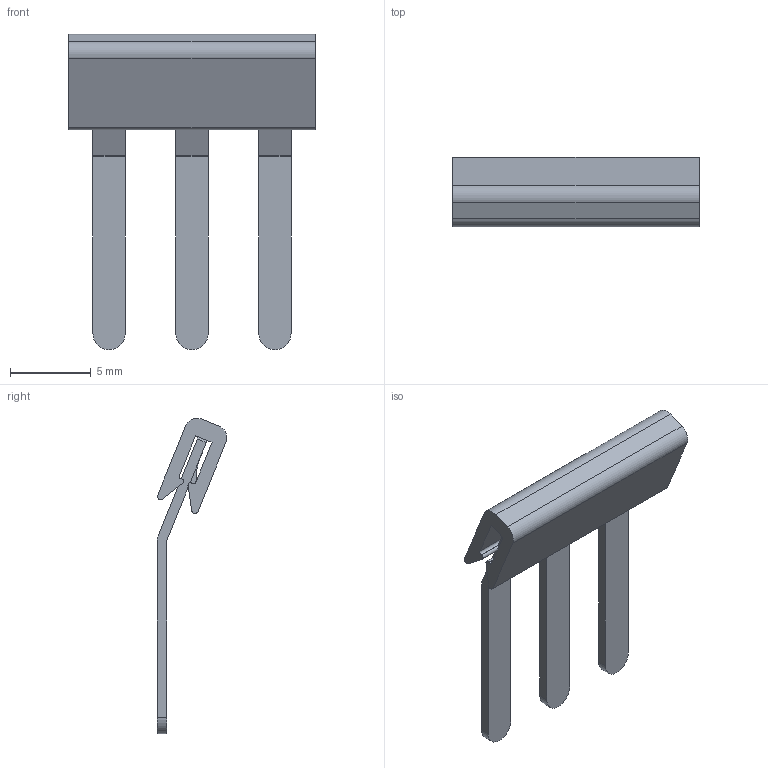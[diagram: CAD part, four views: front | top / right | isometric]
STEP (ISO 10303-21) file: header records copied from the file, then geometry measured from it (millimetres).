
FILE_DESCRIPTION(('CATIA V5 STEP Exchange','CAx-IF Rec.Pracs.--- Model Styling and Organization---1.4--- 2014-01-23'),'2;1');
FILE_NAME ('016521-5_2', '2022-09-27T05:20:39+00:00', ('none'), ('Weidmueller'), 'CATIA Version 5-6 Release 2016 SP3 HF44', 'CATIA V5 STEP AP214', 'none');
FILE_SCHEMA(('AUTOMOTIVE_DESIGN { 1 0 10303 214 1 1 1 1 }'));
Length unit declared in the file: millimetre
Products named in the file (1): 18599_WQB_A_3_AllCATPart
Bounding box: 15.28 x 4.3 x 19.53 mm (x, y, z)
Volume: 228 mm3; surface area: 732.4 mm2
Topology: 2 solids, 2 shells, 84 faces, 242 edges, 162 vertices
Faces by surface type: plane 60, cylinder 24
Entity records: 2592 total; most frequent: ORIENTED_EDGE 484, CARTESIAN_POINT 460, DIRECTION 352, EDGE_CURVE 242, VECTOR 194, LINE 194, VERTEX_POINT 162, AXIS2_PLACEMENT_3D 104
